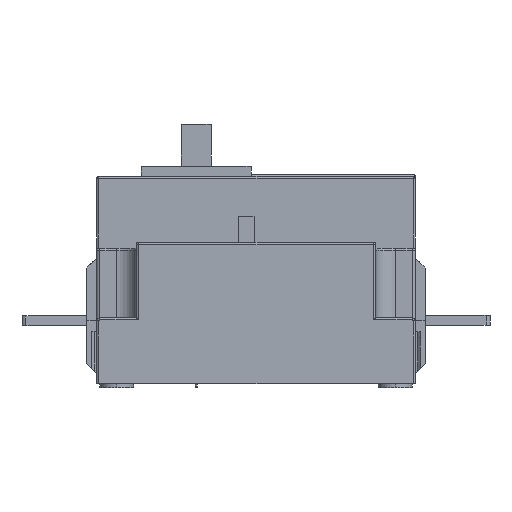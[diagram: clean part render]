
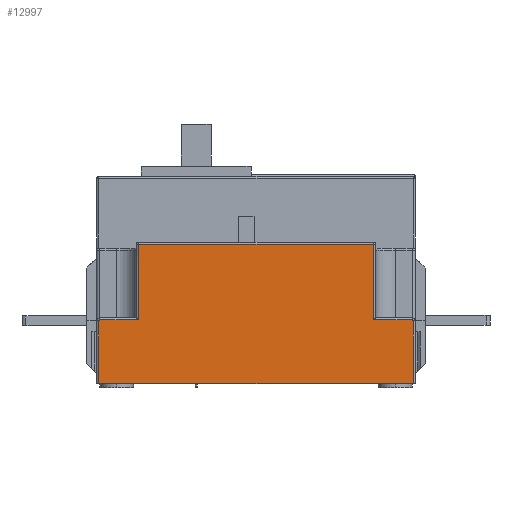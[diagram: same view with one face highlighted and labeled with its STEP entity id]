
A CAD part, left-side view. The second image highlights one B-rep face of the part: STEP entity #12997.
In plain terms, the highlighted planar face has unit normal (-1, 0, 0).
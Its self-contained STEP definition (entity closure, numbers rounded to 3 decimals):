
#4237=DIRECTION('',(0.,0.,1.));
#4238=VECTOR('',#4237,31.5);
#4239=CARTESIAN_POINT('',(-145.,49.,2.));
#4240=LINE('',#4239,#4238);
#4244=CARTESIAN_POINT('',(-145.,48.5,33.5));
#4245=DIRECTION('',(1.,0.,0.));
#4246=DIRECTION('',(0.,1.,0.));
#4247=AXIS2_PLACEMENT_3D('',#4244,#4245,#4246);
#4252=DIRECTION('',(0.,-1.,0.));
#4253=VECTOR('',#4252,19.5);
#4254=CARTESIAN_POINT('',(-145.,48.5,34.));
#4255=LINE('',#4254,#4253);
#4259=DIRECTION('',(0.,0.,-1.));
#4260=VECTOR('',#4259,38.);
#4261=CARTESIAN_POINT('',(-145.,29.,72.));
#4262=LINE('',#4261,#4260);
#4266=DIRECTION('',(0.,1.,0.));
#4267=VECTOR('',#4266,118.);
#4268=CARTESIAN_POINT('',(-145.,-89.,72.));
#4269=LINE('',#4268,#4267);
#4273=DIRECTION('',(0.,0.,1.));
#4274=VECTOR('',#4273,38.);
#4275=CARTESIAN_POINT('',(-145.,-89.,34.));
#4276=LINE('',#4275,#4274);
#4280=DIRECTION('',(0.,-1.,0.));
#4281=VECTOR('',#4280,19.5);
#4282=CARTESIAN_POINT('',(-145.,-89.,34.));
#4283=LINE('',#4282,#4281);
#4287=CARTESIAN_POINT('',(-145.,-108.5,33.5));
#4288=DIRECTION('',(1.,0.,0.));
#4289=DIRECTION('',(0.,0.,1.));
#4290=AXIS2_PLACEMENT_3D('',#4287,#4288,#4289);
#4295=DIRECTION('',(0.,0.,-1.));
#4296=VECTOR('',#4295,31.5);
#4297=CARTESIAN_POINT('',(-145.,-109.,33.5));
#4298=LINE('',#4297,#4296);
#4302=DIRECTION('',(0.,-1.,0.));
#4303=VECTOR('',#4302,158.);
#4304=CARTESIAN_POINT('',(-145.,49.,2.));
#4305=LINE('',#4304,#4303);
#10232=CARTESIAN_POINT('',(-145.,49.,2.));
#10234=VERTEX_POINT('',#10232);
#10238=CARTESIAN_POINT('',(-145.,49.,33.5));
#10239=VERTEX_POINT('',#10238);
#10242=CARTESIAN_POINT('',(-145.,48.5,34.));
#10243=VERTEX_POINT('',#10242);
#10244=CARTESIAN_POINT('',(-145.,29.,34.));
#10245=VERTEX_POINT('',#10244);
#10248=CARTESIAN_POINT('',(-145.,29.,72.));
#10249=VERTEX_POINT('',#10248);
#10259=CARTESIAN_POINT('',(-145.,-109.,2.));
#10261=VERTEX_POINT('',#10259);
#10262=CARTESIAN_POINT('',(-145.,-109.,33.5));
#10263=VERTEX_POINT('',#10262);
#10268=CARTESIAN_POINT('',(-145.,-108.5,34.));
#10269=VERTEX_POINT('',#10268);
#10272=CARTESIAN_POINT('',(-145.,-89.,34.));
#10273=VERTEX_POINT('',#10272);
#10276=CARTESIAN_POINT('',(-145.,-89.,72.));
#10277=VERTEX_POINT('',#10276);
#12973=CARTESIAN_POINT('',(-145.,-107.5,40.15));
#12974=DIRECTION('',(-1.,0.,0.));
#12975=DIRECTION('',(0.,0.,1.));
#12976=AXIS2_PLACEMENT_3D('',#12973,#12974,#12975);
#12977=PLANE('',#12976);
#12979=ORIENTED_EDGE('',*,*,#12978,.T.);
#12981=ORIENTED_EDGE('',*,*,#12980,.T.);
#12982=ORIENTED_EDGE('',*,*,#12956,.T.);
#12984=ORIENTED_EDGE('',*,*,#12983,.F.);
#12986=ORIENTED_EDGE('',*,*,#12985,.F.);
#12988=ORIENTED_EDGE('',*,*,#12987,.F.);
#12990=ORIENTED_EDGE('',*,*,#12989,.T.);
#12992=ORIENTED_EDGE('',*,*,#12991,.T.);
#12993=ORIENTED_EDGE('',*,*,#12662,.T.);
#12994=ORIENTED_EDGE('',*,*,#12684,.F.);
#12995=EDGE_LOOP('',(#12979,#12981,#12982,#12984,#12986,#12988,#12990,#12992,
#12993,#12994));
#12996=FACE_OUTER_BOUND('',#12995,.F.);
#4248=CIRCLE('',#4247,0.5);
#4291=CIRCLE('',#4290,0.5);
#12662=EDGE_CURVE('',#10263,#10261,#4298,.T.);
#12684=EDGE_CURVE('',#10234,#10261,#4305,.T.);
#12956=EDGE_CURVE('',#10243,#10245,#4255,.T.);
#12978=EDGE_CURVE('',#10234,#10239,#4240,.T.);
#12980=EDGE_CURVE('',#10239,#10243,#4248,.T.);
#12983=EDGE_CURVE('',#10249,#10245,#4262,.T.);
#12985=EDGE_CURVE('',#10277,#10249,#4269,.T.);
#12987=EDGE_CURVE('',#10273,#10277,#4276,.T.);
#12989=EDGE_CURVE('',#10273,#10269,#4283,.T.);
#12991=EDGE_CURVE('',#10269,#10263,#4291,.T.);
#12997=ADVANCED_FACE('',(#12996),#12977,.T.);
